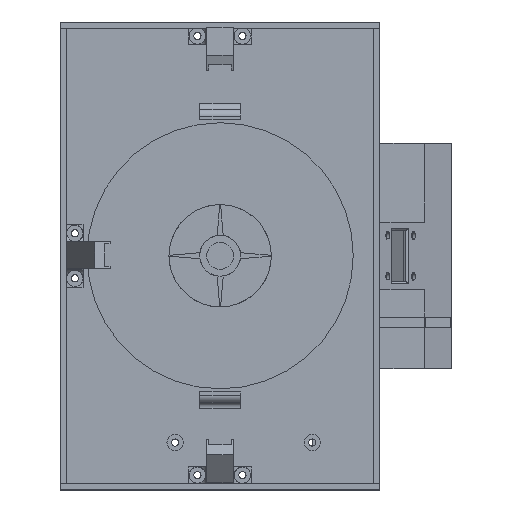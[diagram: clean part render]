
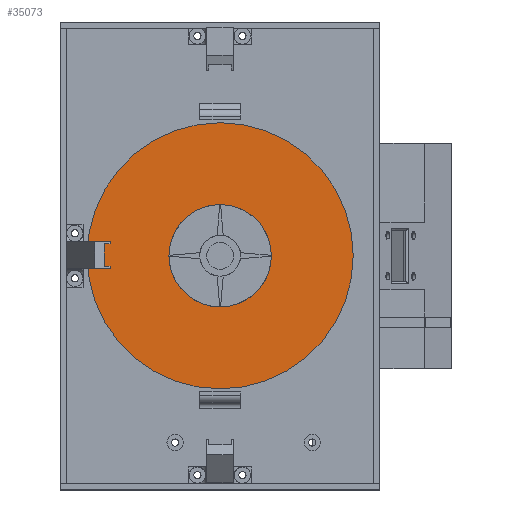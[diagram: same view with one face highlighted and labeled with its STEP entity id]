
A CAD part, top view. The second image highlights one B-rep face of the part: STEP entity #35073.
In plain terms, the highlighted planar face has unit normal (0, 0, 1).
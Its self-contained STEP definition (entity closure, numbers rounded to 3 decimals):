
#2467=PLANE('',#37673);
#4194=FACE_OUTER_BOUND('',#6522,.T.);
#6522=EDGE_LOOP('',(#32740));
#15072=CIRCLE('',#37672,65.);
#18266=VERTEX_POINT('',#63335);
#23106=EDGE_CURVE('',#18266,#18266,#15072,.T.);
#32740=ORIENTED_EDGE('',*,*,#23106,.T.);
#35073=ADVANCED_FACE('',(#4194),#2467,.T.);
#37672=AXIS2_PLACEMENT_3D('',#63336,#46379,#46380);
#37673=AXIS2_PLACEMENT_3D('',#63338,#46382,#46383);
#46379=DIRECTION('center_axis',(0.,0.,1.));
#46380=DIRECTION('ref_axis',(-1.,0.,0.));
#46382=DIRECTION('center_axis',(0.,0.,1.));
#46383=DIRECTION('ref_axis',(-1.,0.,0.));
#63335=CARTESIAN_POINT('',(65.,0.,47.));
#63336=CARTESIAN_POINT('Origin',(0.,0.,47.));
#63338=CARTESIAN_POINT('Origin',(0.,0.,47.));
